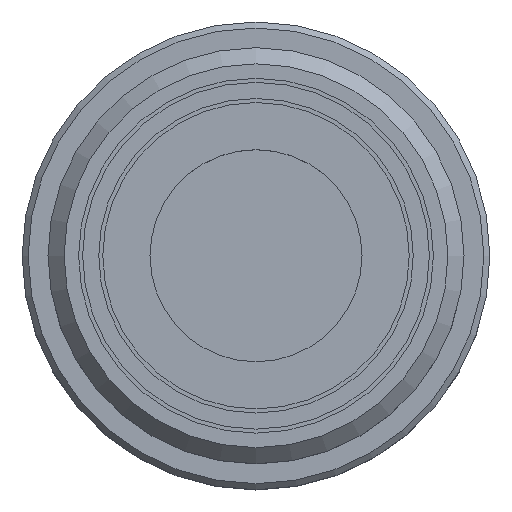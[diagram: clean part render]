
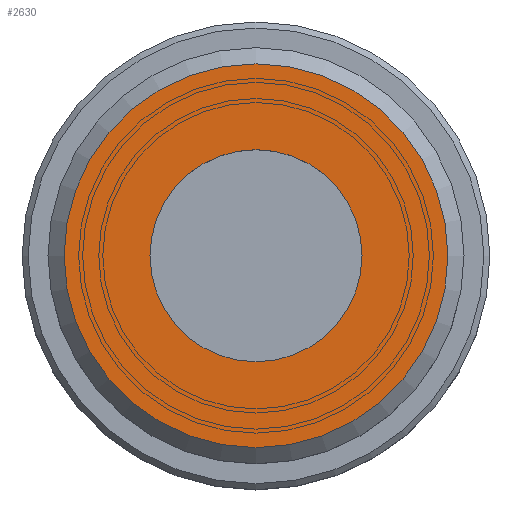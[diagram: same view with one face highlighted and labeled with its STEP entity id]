
A CAD part, top view. The second image highlights one B-rep face of the part: STEP entity #2630.
In plain terms, the highlighted planar face has unit normal (0, 0, 1).
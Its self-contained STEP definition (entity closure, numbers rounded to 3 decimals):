
#511=FACE_BOUND('',#845,.T.);
#658=FACE_OUTER_BOUND('',#844,.T.);
#844=EDGE_LOOP('',(#2418));
#845=EDGE_LOOP('',(#2419,#2420));
#1011=CIRCLE('',#2960,23.795);
#1012=CIRCLE('',#2961,13.145);
#1013=CIRCLE('',#2962,13.145);
#1285=VERTEX_POINT('',#6084);
#1286=VERTEX_POINT('',#6086);
#1287=VERTEX_POINT('',#6087);
#1667=EDGE_CURVE('',#1285,#1285,#1011,.T.);
#1668=EDGE_CURVE('',#1286,#1287,#1012,.T.);
#1669=EDGE_CURVE('',#1287,#1286,#1013,.T.);
#2418=ORIENTED_EDGE('',*,*,#1667,.F.);
#2419=ORIENTED_EDGE('',*,*,#1668,.T.);
#2420=ORIENTED_EDGE('',*,*,#1669,.T.);
#2482=PLANE('',#2959);
#2630=ADVANCED_FACE('',(#658,#511),#2482,.T.);
#2959=AXIS2_PLACEMENT_3D('',#6083,#3688,#3689);
#2960=AXIS2_PLACEMENT_3D('',#6085,#3690,#3691);
#2961=AXIS2_PLACEMENT_3D('',#6088,#3692,#3693);
#2962=AXIS2_PLACEMENT_3D('',#6089,#3694,#3695);
#3688=DIRECTION('center_axis',(0.,0.,1.));
#3689=DIRECTION('ref_axis',(1.,0.,0.));
#3690=DIRECTION('center_axis',(0.,0.,-1.));
#3691=DIRECTION('ref_axis',(0.,-1.,0.));
#3692=DIRECTION('center_axis',(0.,0.,-1.));
#3693=DIRECTION('ref_axis',(1.,0.,0.));
#3694=DIRECTION('center_axis',(0.,0.,-1.));
#3695=DIRECTION('ref_axis',(1.,0.,0.));
#6083=CARTESIAN_POINT('Origin',(0.,25.795,6.08));
#6084=CARTESIAN_POINT('',(0.,23.795,6.08));
#6085=CARTESIAN_POINT('Origin',(0.,0.,6.08));
#6086=CARTESIAN_POINT('',(0.,13.145,6.08));
#6087=CARTESIAN_POINT('',(0.,-13.145,6.08));
#6088=CARTESIAN_POINT('Origin',(0.,0.,
6.08));
#6089=CARTESIAN_POINT('Origin',(0.,0.,
6.08));
